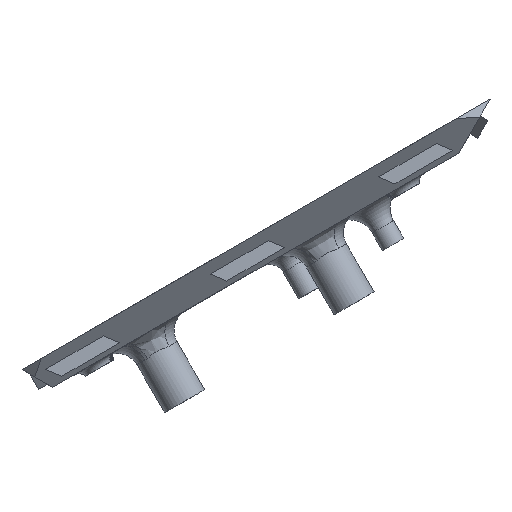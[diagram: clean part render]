
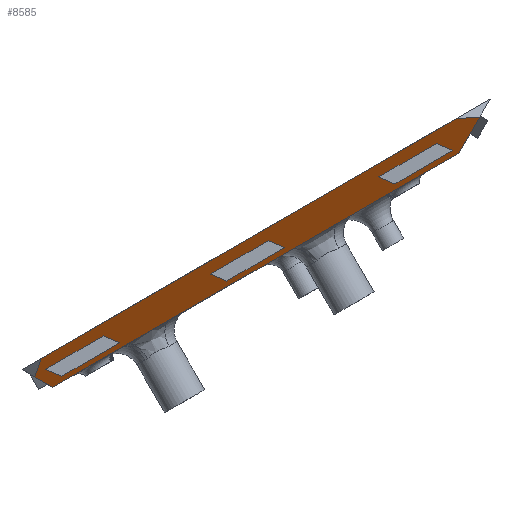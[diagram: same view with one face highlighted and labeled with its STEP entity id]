
A CAD part, left-side view. The second image highlights one B-rep face of the part: STEP entity #8585.
In plain terms, the highlighted face is planar.
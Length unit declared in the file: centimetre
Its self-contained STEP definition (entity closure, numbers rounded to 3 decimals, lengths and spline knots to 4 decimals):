
#725=FACE_BOUND('',#1379,.T.);
#726=FACE_BOUND('',#1380,.T.);
#727=FACE_BOUND('',#1381,.T.);
#871=FACE_OUTER_BOUND('',#1378,.T.);
#1378=EDGE_LOOP('',(#5913,#5914,#5915,#5916,#5917,#5918));
#1379=EDGE_LOOP('',(#5919,#5920,#5921,#5922));
#1380=EDGE_LOOP('',(#5923,#5924,#5925,#5926));
#1381=EDGE_LOOP('',(#5927,#5928,#5929,#5930));
#1939=LINE('',#11016,#2739);
#2022=LINE('',#11644,#2822);
#2027=LINE('',#11653,#2827);
#2033=LINE('',#11665,#2833);
#2034=LINE('',#11668,#2834);
#2035=LINE('',#11669,#2835);
#2036=LINE('',#11672,#2836);
#2037=LINE('',#11674,#2837);
#2038=LINE('',#11676,#2838);
#2039=LINE('',#11677,#2839);
#2040=LINE('',#11680,#2840);
#2041=LINE('',#11682,#2841);
#2042=LINE('',#11684,#2842);
#2043=LINE('',#11685,#2843);
#2044=LINE('',#11688,#2844);
#2045=LINE('',#11690,#2845);
#2046=LINE('',#11692,#2846);
#2047=LINE('',#11693,#2847);
#2739=VECTOR('',#9474,1.);
#2822=VECTOR('',#9575,1.);
#2827=VECTOR('',#9582,1.);
#2833=VECTOR('',#9590,1.);
#2834=VECTOR('',#9593,1.);
#2835=VECTOR('',#9594,1.);
#2836=VECTOR('',#9595,1.);
#2837=VECTOR('',#9596,1.);
#2838=VECTOR('',#9597,1.);
#2839=VECTOR('',#9598,1.);
#2840=VECTOR('',#9599,1.);
#2841=VECTOR('',#9600,1.);
#2842=VECTOR('',#9601,1.);
#2843=VECTOR('',#9602,1.);
#2844=VECTOR('',#9603,1.);
#2845=VECTOR('',#9604,1.);
#2846=VECTOR('',#9605,1.);
#2847=VECTOR('',#9606,1.);
#3535=VERTEX_POINT('',#11013);
#3536=VERTEX_POINT('',#11015);
#3700=VERTEX_POINT('',#11643);
#3703=VERTEX_POINT('',#11651);
#3708=VERTEX_POINT('',#11663);
#3709=VERTEX_POINT('',#11667);
#3710=VERTEX_POINT('',#11670);
#3711=VERTEX_POINT('',#11671);
#3712=VERTEX_POINT('',#11673);
#3713=VERTEX_POINT('',#11675);
#3714=VERTEX_POINT('',#11678);
#3715=VERTEX_POINT('',#11679);
#3716=VERTEX_POINT('',#11681);
#3717=VERTEX_POINT('',#11683);
#3718=VERTEX_POINT('',#11686);
#3719=VERTEX_POINT('',#11687);
#3720=VERTEX_POINT('',#11689);
#3721=VERTEX_POINT('',#11691);
#4411=EDGE_CURVE('',#3536,#3535,#1939,.T.);
#4577=EDGE_CURVE('',#3535,#3700,#2022,.T.);
#4582=EDGE_CURVE('',#3700,#3703,#2027,.T.);
#4588=EDGE_CURVE('',#3708,#3536,#2033,.T.);
#4589=EDGE_CURVE('',#3703,#3709,#2034,.T.);
#4590=EDGE_CURVE('',#3709,#3708,#2035,.T.);
#4591=EDGE_CURVE('',#3710,#3711,#2036,.T.);
#4592=EDGE_CURVE('',#3711,#3712,#2037,.T.);
#4593=EDGE_CURVE('',#3712,#3713,#2038,.T.);
#4594=EDGE_CURVE('',#3713,#3710,#2039,.T.);
#4595=EDGE_CURVE('',#3714,#3715,#2040,.T.);
#4596=EDGE_CURVE('',#3715,#3716,#2041,.T.);
#4597=EDGE_CURVE('',#3716,#3717,#2042,.T.);
#4598=EDGE_CURVE('',#3717,#3714,#2043,.T.);
#4599=EDGE_CURVE('',#3718,#3719,#2044,.T.);
#4600=EDGE_CURVE('',#3719,#3720,#2045,.T.);
#4601=EDGE_CURVE('',#3720,#3721,#2046,.T.);
#4602=EDGE_CURVE('',#3721,#3718,#2047,.T.);
#5913=ORIENTED_EDGE('',*,*,#4577,.T.);
#5914=ORIENTED_EDGE('',*,*,#4582,.T.);
#5915=ORIENTED_EDGE('',*,*,#4589,.T.);
#5916=ORIENTED_EDGE('',*,*,#4590,.T.);
#5917=ORIENTED_EDGE('',*,*,#4588,.T.);
#5918=ORIENTED_EDGE('',*,*,#4411,.T.);
#5919=ORIENTED_EDGE('',*,*,#4591,.T.);
#5920=ORIENTED_EDGE('',*,*,#4592,.T.);
#5921=ORIENTED_EDGE('',*,*,#4593,.T.);
#5922=ORIENTED_EDGE('',*,*,#4594,.T.);
#5923=ORIENTED_EDGE('',*,*,#4595,.T.);
#5924=ORIENTED_EDGE('',*,*,#4596,.T.);
#5925=ORIENTED_EDGE('',*,*,#4597,.T.);
#5926=ORIENTED_EDGE('',*,*,#4598,.T.);
#5927=ORIENTED_EDGE('',*,*,#4599,.T.);
#5928=ORIENTED_EDGE('',*,*,#4600,.T.);
#5929=ORIENTED_EDGE('',*,*,#4601,.T.);
#5930=ORIENTED_EDGE('',*,*,#4602,.T.);
#8346=PLANE('',#9096);
#8585=ADVANCED_FACE('',(#871,#725,#726,#727),#8346,.T.);
#9096=AXIS2_PLACEMENT_3D('',#11666,#9591,#9592);
#9474=DIRECTION('',(0.,-0.866,0.5));
#9575=DIRECTION('',(-0.548,-0.822,-0.158));
#9582=DIRECTION('',(-0.655,0.,-0.756));
#9590=DIRECTION('',(0.408,-0.503,0.762));
#9591=DIRECTION('center_axis',(0.707,-0.354,-0.612));
#9592=DIRECTION('ref_axis',(-0.655,0.,-0.756));
#9593=DIRECTION('',(0.,0.866,-0.5));
#9594=DIRECTION('',(0.447,0.894,0.));
#9595=DIRECTION('',(0.,-0.866,0.5));
#9596=DIRECTION('',(0.625,-0.093,0.775));
#9597=DIRECTION('',(0.,0.866,-0.5));
#9598=DIRECTION('',(-0.625,0.093,-0.775));
#9599=DIRECTION('',(0.,-0.866,0.5));
#9600=DIRECTION('',(0.625,-0.093,0.775));
#9601=DIRECTION('',(0.,0.866,-0.5));
#9602=DIRECTION('',(-0.625,0.093,-0.775));
#9603=DIRECTION('',(0.,-0.866,0.5));
#9604=DIRECTION('',(0.625,-0.093,0.775));
#9605=DIRECTION('',(0.,0.866,-0.5));
#9606=DIRECTION('',(-0.625,0.093,-0.775));
#11013=CARTESIAN_POINT('',(7.025,-8.7183,10.7335));
#11015=CARTESIAN_POINT('',(7.025,-0.6496,6.0751));
#11016=CARTESIAN_POINT('',(7.025,-4.5466,8.325));
#11643=CARTESIAN_POINT('',(6.775,-9.0933,10.6613));
#11644=CARTESIAN_POINT('',(7.7283,-7.6636,10.9366));
#11651=CARTESIAN_POINT('',(6.425,-9.0933,10.2572));
#11653=CARTESIAN_POINT('',(7.025,-9.0933,10.95));
#11663=CARTESIAN_POINT('',(6.824,-0.402,5.7));
#11665=CARTESIAN_POINT('',(7.7751,-1.5737,7.4747));
#11666=CARTESIAN_POINT('Origin',(7.0257,-4.5463,8.3256));
#11667=CARTESIAN_POINT('',(6.425,-1.2,5.7));
#11668=CARTESIAN_POINT('',(6.425,-9.0933,10.2572));
#11669=CARTESIAN_POINT('',(6.425,-1.2,5.7));
#11670=CARTESIAN_POINT('',(6.525,-7.6947,9.5652));
#11671=CARTESIAN_POINT('',(6.525,-8.8205,10.2152));
#11672=CARTESIAN_POINT('',(6.525,-7.6947,9.5652));
#11673=CARTESIAN_POINT('',(6.8,-8.8617,10.5565));
#11674=CARTESIAN_POINT('',(6.525,-8.8205,10.2152));
#11675=CARTESIAN_POINT('',(6.8,-7.7358,9.9065));
#11676=CARTESIAN_POINT('',(6.8,-8.8617,10.5565));
#11677=CARTESIAN_POINT('',(6.8,-7.7358,9.9065));
#11678=CARTESIAN_POINT('',(6.525,-1.2212,5.8277));
#11679=CARTESIAN_POINT('',(6.525,-2.347,6.4777));
#11680=CARTESIAN_POINT('',(6.525,-1.2212,5.8277));
#11681=CARTESIAN_POINT('',(6.8,-2.3881,6.819));
#11682=CARTESIAN_POINT('',(6.525,-2.347,6.4777));
#11683=CARTESIAN_POINT('',(6.8,-1.2623,6.169));
#11684=CARTESIAN_POINT('',(6.8,-2.3881,6.819));
#11685=CARTESIAN_POINT('',(6.8,-1.2623,6.169));
#11686=CARTESIAN_POINT('',(6.525,-4.4904,7.7152));
#11687=CARTESIAN_POINT('',(6.525,-5.6162,8.3652));
#11688=CARTESIAN_POINT('',(6.525,-4.4904,7.7152));
#11689=CARTESIAN_POINT('',(6.8,-5.6574,8.7065));
#11690=CARTESIAN_POINT('',(6.525,-5.6162,8.3652));
#11691=CARTESIAN_POINT('',(6.8,-4.5315,8.0565));
#11692=CARTESIAN_POINT('',(6.8,-5.6574,8.7065));
#11693=CARTESIAN_POINT('',(6.8,-4.5315,8.0565));
